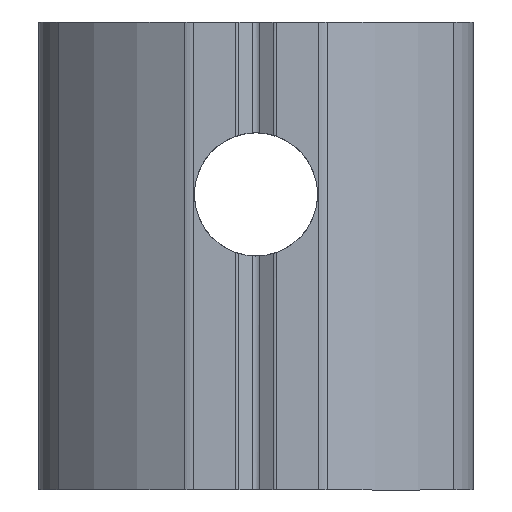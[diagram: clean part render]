
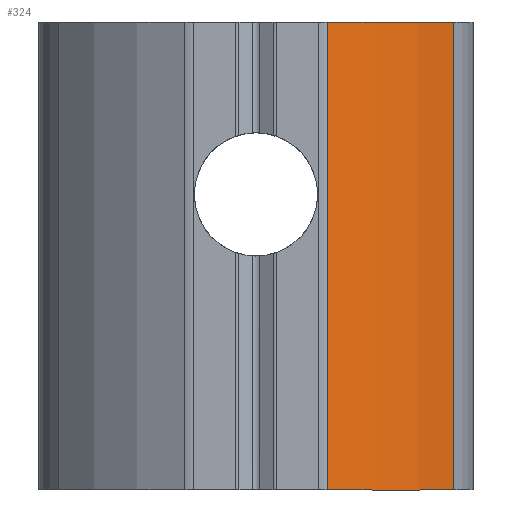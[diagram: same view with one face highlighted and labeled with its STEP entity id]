
A CAD part, front view. The second image highlights one B-rep face of the part: STEP entity #324.
In plain terms, the highlighted cylindrical face has radius 12.4 mm (diameter 24.8 mm), a partial arc.
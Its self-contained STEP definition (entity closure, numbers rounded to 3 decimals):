
#22 = CYLINDRICAL_SURFACE ( 'NONE', #896, 12.4 ) ;
#37 = DIRECTION ( 'NONE',  ( 1., 0., 0. ) ) ;
#56 = ORIENTED_EDGE ( 'NONE', *, *, #262, .F. ) ;
#68 = LINE ( 'NONE', #625, #649 ) ;
#83 = CARTESIAN_POINT ( 'NONE',  ( 2.91, -7.677, -9.5 ) ) ;
#158 = VERTEX_POINT ( 'NONE', #249 ) ;
#174 = ORIENTED_EDGE ( 'NONE', *, *, #607, .F. ) ;
#179 = CARTESIAN_POINT ( 'NONE',  ( 8.034, -3.804, -9.5 ) ) ;
#229 = FACE_OUTER_BOUND ( 'NONE', #740, .T. ) ;
#249 = CARTESIAN_POINT ( 'NONE',  ( 2.91, -7.677, 9.5 ) ) ;
#262 = EDGE_CURVE ( 'NONE', #383, #158, #299, .T. ) ;
#283 = EDGE_CURVE ( 'NONE', #383, #491, #1118, .T. ) ;
#299 = LINE ( 'NONE', #83, #1076 ) ;
#317 = DIRECTION ( 'NONE',  ( 0., 0., 1. ) ) ;
#324 = ADVANCED_FACE ( 'NONE', ( #229 ), #22, .T. ) ;
#378 = ORIENTED_EDGE ( 'NONE', *, *, #913, .T. ) ;
#383 = VERTEX_POINT ( 'NONE', #513 ) ;
#388 = ORIENTED_EDGE ( 'NONE', *, *, #283, .T. ) ;
#391 = DIRECTION ( 'NONE',  ( -1., 0., 0. ) ) ;
#467 = DIRECTION ( 'NONE',  ( 0., 0., 1. ) ) ;
#480 = DIRECTION ( 'NONE',  ( -1., 0., 0. ) ) ;
#491 = VERTEX_POINT ( 'NONE', #179 ) ;
#513 = CARTESIAN_POINT ( 'NONE',  ( 2.91, -7.677, -9.5 ) ) ;
#527 = AXIS2_PLACEMENT_3D ( 'NONE', #1242, #1145, #480 ) ;
#593 = CARTESIAN_POINT ( 'NONE',  ( -1.75, 3.814, -9.5 ) ) ;
#607 = EDGE_CURVE ( 'NONE', #158, #1226, #1021, .T. ) ;
#608 = CARTESIAN_POINT ( 'NONE',  ( 8.034, -3.804, 9.5 ) ) ;
#625 = CARTESIAN_POINT ( 'NONE',  ( 8.034, -3.804, -9.5 ) ) ;
#649 = VECTOR ( 'NONE', #840, 1000. ) ;
#740 = EDGE_LOOP ( 'NONE', ( #174, #56, #388, #378 ) ) ;
#771 = AXIS2_PLACEMENT_3D ( 'NONE', #1075, #317, #391 ) ;
#785 = DIRECTION ( 'NONE',  ( 0., 0., 1. ) ) ;
#840 = DIRECTION ( 'NONE',  ( 0., 0., 1. ) ) ;
#896 = AXIS2_PLACEMENT_3D ( 'NONE', #593, #785, #37 ) ;
#913 = EDGE_CURVE ( 'NONE', #491, #1226, #68, .T. ) ;
#1021 = CIRCLE ( 'NONE', #771, 12.4 ) ;
#1075 = CARTESIAN_POINT ( 'NONE',  ( -1.75, 3.814, 9.5 ) ) ;
#1076 = VECTOR ( 'NONE', #467, 1000. ) ;
#1118 = CIRCLE ( 'NONE', #527, 12.4 ) ;
#1145 = DIRECTION ( 'NONE',  ( 0., 0., 1. ) ) ;
#1226 = VERTEX_POINT ( 'NONE', #608 ) ;
#1242 = CARTESIAN_POINT ( 'NONE',  ( -1.75, 3.814, -9.5 ) ) ;
